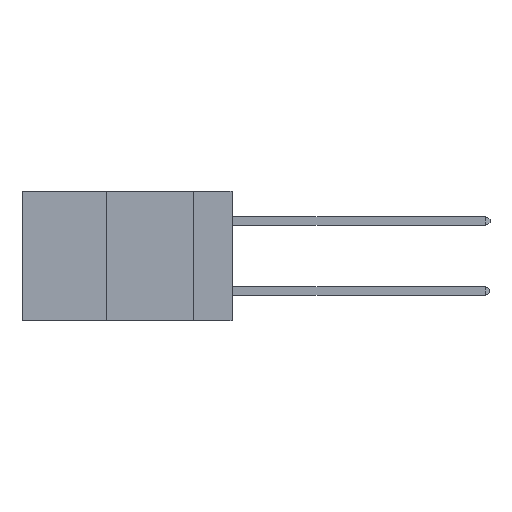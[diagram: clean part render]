
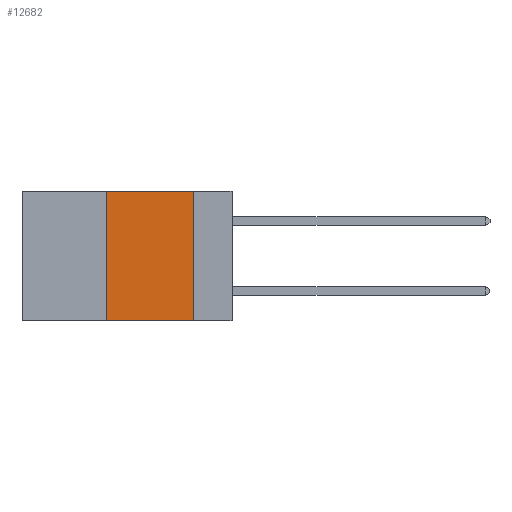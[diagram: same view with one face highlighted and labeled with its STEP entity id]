
A CAD part, left-side view. The second image highlights one B-rep face of the part: STEP entity #12682.
In plain terms, the highlighted planar face has unit normal (-1, 0, 0).
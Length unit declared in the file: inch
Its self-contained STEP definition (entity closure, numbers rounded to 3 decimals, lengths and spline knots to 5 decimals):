
#44 = FACE_OUTER_BOUND ( 'NONE', #1889, .T. ) ;
#195 = ORIENTED_EDGE ( 'NONE', *, *, #12560, .F. ) ;
#448 = ORIENTED_EDGE ( 'NONE', *, *, #8027, .F. ) ;
#486 = ORIENTED_EDGE ( 'NONE', *, *, #11323, .F. ) ;
#545 = ORIENTED_EDGE ( 'NONE', *, *, #11063, .T. ) ;
#788 = CARTESIAN_POINT ( 'NONE',  ( 0., 0.11, -0.37 ) ) ;
#1889 = EDGE_LOOP ( 'NONE', ( #195, #448, #486, #545 ) ) ;
#3191 = VERTEX_POINT ( 'NONE', #10547 ) ;
#3977 = CARTESIAN_POINT ( 'NONE',  ( 0., 0.11, 0. ) ) ;
#5198 = LINE ( 'NONE', #11612, #8616 ) ;
#5338 = CARTESIAN_POINT ( 'NONE',  ( 0., 0.36, 0. ) ) ;
#6874 = DIRECTION ( 'NONE',  ( 1., 0., 0. ) ) ;
#7439 = DIRECTION ( 'NONE',  ( 0., -1., 0. ) ) ;
#8027 = EDGE_CURVE ( 'NONE', #8269, #12833, #9710, .T. ) ;
#8269 = VERTEX_POINT ( 'NONE', #5338 ) ;
#8572 = AXIS2_PLACEMENT_3D ( 'NONE', #14450, #6874, #15701 ) ;
#8616 = VECTOR ( 'NONE', #9151, 39.37008 ) ;
#8971 = VECTOR ( 'NONE', #14223, 39.37008 ) ;
#9151 = DIRECTION ( 'NONE',  ( 0., 0., 1. ) ) ;
#9203 = VECTOR ( 'NONE', #9906, 39.37008 ) ;
#9342 = LINE ( 'NONE', #3977, #8971 ) ;
#9582 = CARTESIAN_POINT ( 'NONE',  ( 0., 0.11, 0. ) ) ;
#9710 = LINE ( 'NONE', #13709, #13445 ) ;
#9906 = DIRECTION ( 'NONE',  ( 0., -1., 0. ) ) ;
#9977 = LINE ( 'NONE', #14952, #9203 ) ;
#10547 = CARTESIAN_POINT ( 'NONE',  ( 0., 0.36, -0.37 ) ) ;
#11063 = EDGE_CURVE ( 'NONE', #3191, #16744, #9977, .T. ) ;
#11323 = EDGE_CURVE ( 'NONE', #3191, #8269, #5198, .T. ) ;
#11612 = CARTESIAN_POINT ( 'NONE',  ( 0., 0.36, 0. ) ) ;
#11849 = PLANE ( 'NONE',  #8572 ) ;
#12560 = EDGE_CURVE ( 'NONE', #12833, #16744, #9342, .T. ) ;
#12682 = ADVANCED_FACE ( 'NONE', ( #44 ), #11849, .F. ) ;
#12833 = VERTEX_POINT ( 'NONE', #9582 ) ;
#13445 = VECTOR ( 'NONE', #7439, 39.37008 ) ;
#13709 = CARTESIAN_POINT ( 'NONE',  ( 0., 0.6, 0. ) ) ;
#14223 = DIRECTION ( 'NONE',  ( 0., 0., -1. ) ) ;
#14450 = CARTESIAN_POINT ( 'NONE',  ( 0., 0.6, 0. ) ) ;
#14952 = CARTESIAN_POINT ( 'NONE',  ( 0., 0.6, -0.37 ) ) ;
#15701 = DIRECTION ( 'NONE',  ( 0., 0., -1. ) ) ;
#16744 = VERTEX_POINT ( 'NONE', #788 ) ;
